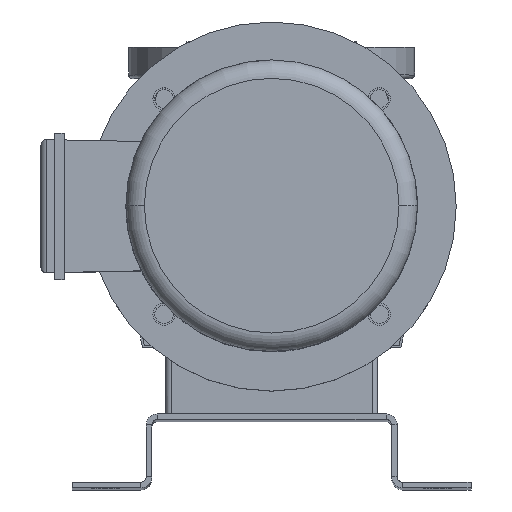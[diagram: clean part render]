
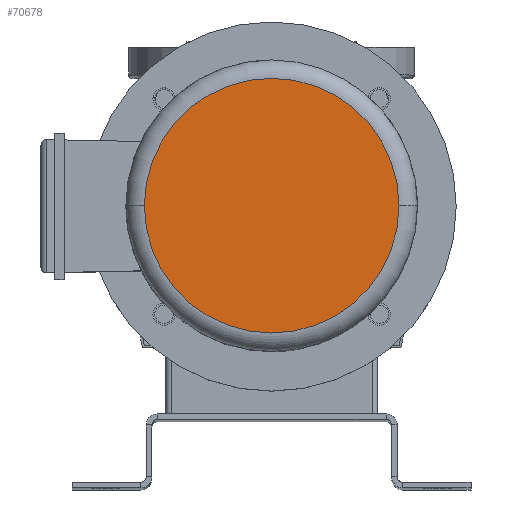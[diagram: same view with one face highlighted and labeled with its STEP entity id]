
A CAD part, top view. The second image highlights one B-rep face of the part: STEP entity #70678.
In plain terms, the highlighted planar face has unit normal (0, 0, 1).
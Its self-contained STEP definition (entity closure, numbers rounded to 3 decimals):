
#4689 = CARTESIAN_POINT ( 'NONE',  ( 379.373, 455.989, 1373.389 ) ) ;
#6538 = CARTESIAN_POINT ( 'NONE',  ( 310.373, 455.989, 1373.389 ) ) ;
#15960 = EDGE_CURVE ( 'NONE', #110075, #72385, #106035, .T. ) ;
#22977 = EDGE_CURVE ( 'NONE', #72385, #110075, #104604, .T. ) ;
#26816 = EDGE_LOOP ( 'NONE', ( #49729, #163971 ) ) ;
#39240 = CARTESIAN_POINT ( 'NONE',  ( 310.373, 455.989, 1373.389 ) ) ;
#49729 = ORIENTED_EDGE ( 'NONE', *, *, #22977, .T. ) ;
#62145 = PLANE ( 'NONE',  #92660 ) ;
#64678 = DIRECTION ( 'NONE',  ( 0., 0., -1. ) ) ;
#65739 = DIRECTION ( 'NONE',  ( 1., 0., 0. ) ) ;
#70678 = ADVANCED_FACE ( 'NONE', ( #153106 ), #62145, .F. ) ;
#72385 = VERTEX_POINT ( 'NONE', #4689 ) ;
#84052 = AXIS2_PLACEMENT_3D ( 'NONE', #39240, #130994, #65739 ) ;
#92660 = AXIS2_PLACEMENT_3D ( 'NONE', #114437, #64678, #101565 ) ;
#101565 = DIRECTION ( 'NONE',  ( 1., 0., 0. ) ) ;
#101906 = AXIS2_PLACEMENT_3D ( 'NONE', #6538, #163540, #131750 ) ;
#104604 = CIRCLE ( 'NONE', #101906, 69. ) ;
#106035 = CIRCLE ( 'NONE', #84052, 69. ) ;
#110075 = VERTEX_POINT ( 'NONE', #145783 ) ;
#114437 = CARTESIAN_POINT ( 'NONE',  ( 310.373, 455.989, 1373.389 ) ) ;
#130994 = DIRECTION ( 'NONE',  ( 0., 0., 1. ) ) ;
#131750 = DIRECTION ( 'NONE',  ( 1., 0., 0. ) ) ;
#145783 = CARTESIAN_POINT ( 'NONE',  ( 241.373, 455.989, 1373.389 ) ) ;
#153106 = FACE_OUTER_BOUND ( 'NONE', #26816, .T. ) ;
#163540 = DIRECTION ( 'NONE',  ( 0., 0., 1. ) ) ;
#163971 = ORIENTED_EDGE ( 'NONE', *, *, #15960, .T. ) ;
